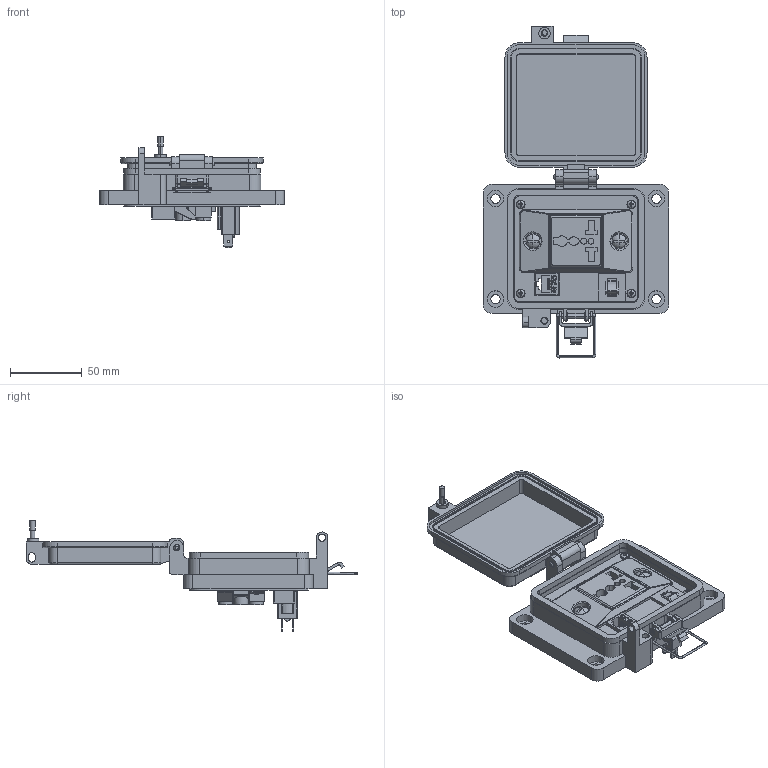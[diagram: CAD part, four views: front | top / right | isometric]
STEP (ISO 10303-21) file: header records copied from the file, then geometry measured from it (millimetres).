
FILE_DESCRIPTION (( 'STEP AP203' ), '1' );
FILE_NAME ('P-R2-K3RUV5_3D.STEP', '2021-04-06T15:30:38', ( '' ), ( '' ), 'SwSTEP 2.0', 'SolidWorks 2019', '' );
FILE_SCHEMA (( 'CONFIG_CONTROL_DESIGN' ));
Length unit declared in the file: millimetre
Products named in the file (18): P-R2-K3RUV5_3D; P-R2-K3RUV5_FP060_1; Z-000-83212TH_90271A194; CBX; Z-200-OTLT-RUV_bezel; -K3; R2; 92005A124_METRIC PAN HEAD PHILLIPS MACHINE SCREW_92005A124; Z-300-RJ45CAT5; Z-200-OTLT-RUV_outlet; Z-002-8321132HN_90675A009; Z-200-OTLT-RUV; P-R2-K3RUV5_TP180_1; RUV; Z-H-K3_B; P-R2-K3RUV5_TP060_1; Z-CB-SM; Z-000-4243316TFP
Assembly tree (23 placements, depth 4):
  P-R2-K3RUV5_3D
    P-R2-K3RUV5_TP180_1
    P-R2-K3RUV5_TP060_1
    Z-000-4243316TFP  x2
    P-R2-K3RUV5_FP060_1
    RUV
      Z-200-OTLT-RUV
        Z-200-OTLT-RUV_bezel
        Z-200-OTLT-RUV_outlet
    Z-000-83212TH_90271A194  x2
    Z-002-8321132HN_90675A009  x2
    R2
      Z-300-RJ45CAT5
    CBX
      Z-CB-SM
    -K3
      Z-H-K3_B
    92005A124_METRIC PAN HEAD PHILLIPS MACHINE SCREW_92005A124  x4
Bounding box: 129 x 231.18 x 77.64 mm (x, y, z)
Volume: 202784.2 mm3; surface area: 125402.3 mm2
Topology: 27 solids, 27 shells, 2440 faces, 6746 edges, 4437 vertices
Faces by surface type: cylinder 1103, plane 883, bspline 268, cone 122, torus 38, sphere 26
Entity records: 68194 total; most frequent: CARTESIAN_POINT 25115, ORIENTED_EDGE 9264, DIRECTION 7583, EDGE_CURVE 4632, VERTEX_POINT 3040, VECTOR 2683, LINE 2683, AXIS2_PLACEMENT_3D 2450
